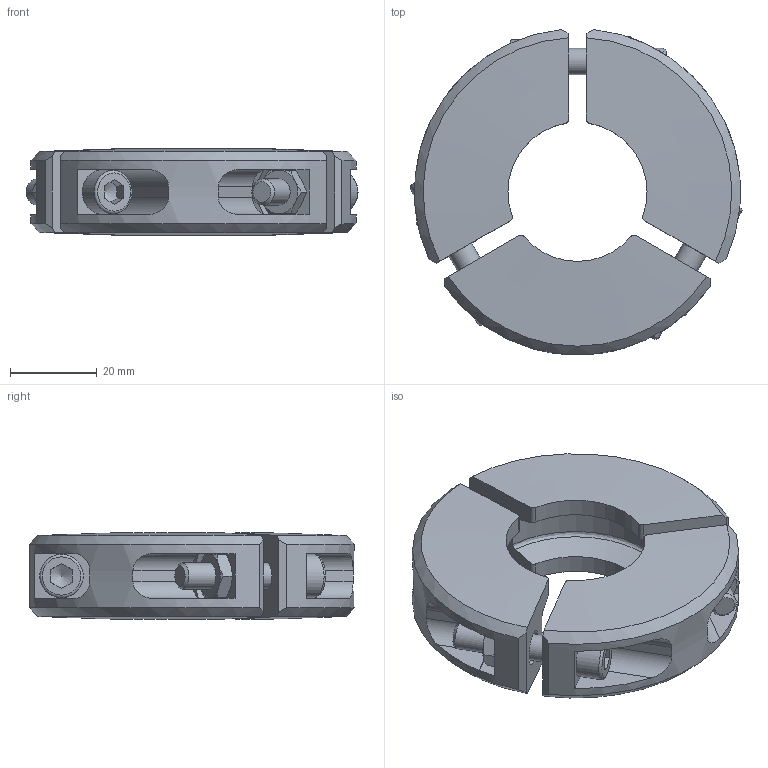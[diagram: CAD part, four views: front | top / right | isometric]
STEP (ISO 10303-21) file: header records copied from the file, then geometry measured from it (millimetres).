
FILE_DESCRIPTION (( 'STEP AP214' ), '1' );
FILE_NAME ('FULLVAC C31KF25.STEP', '2019-03-26T15:10:18', ( '' ), ( '' ), 'SwSTEP 2.0', 'SolidWorks 2017', '' );
FILE_SCHEMA (( 'AUTOMOTIVE_DESIGN' ));
Length unit declared in the file: millimetre
Products named in the file (1): FULLVAC C31KF25
Bounding box: 76.36 x 74.68 x 20 mm (x, y, z)
Volume: 49806.9 mm3; surface area: 20974.2 mm2
Topology: 1 solids, 4 shells, 252 faces, 609 edges, 390 vertices
Faces by surface type: plane 111, cone 72, cylinder 60, bspline 6, torus 3
Full cylindrical faces by diameter (mm): 6 x9, 6.5 x3, 7.5 x3, 8 x6, 10 x3
Entity records: 7725 total; most frequent: CARTESIAN_POINT 2311, ORIENTED_EDGE 1106, DIRECTION 1025, EDGE_CURVE 553, AXIS2_PLACEMENT_3D 414, VERTEX_POINT 374, EDGE_LOOP 325, FACE_OUTER_BOUND 279
